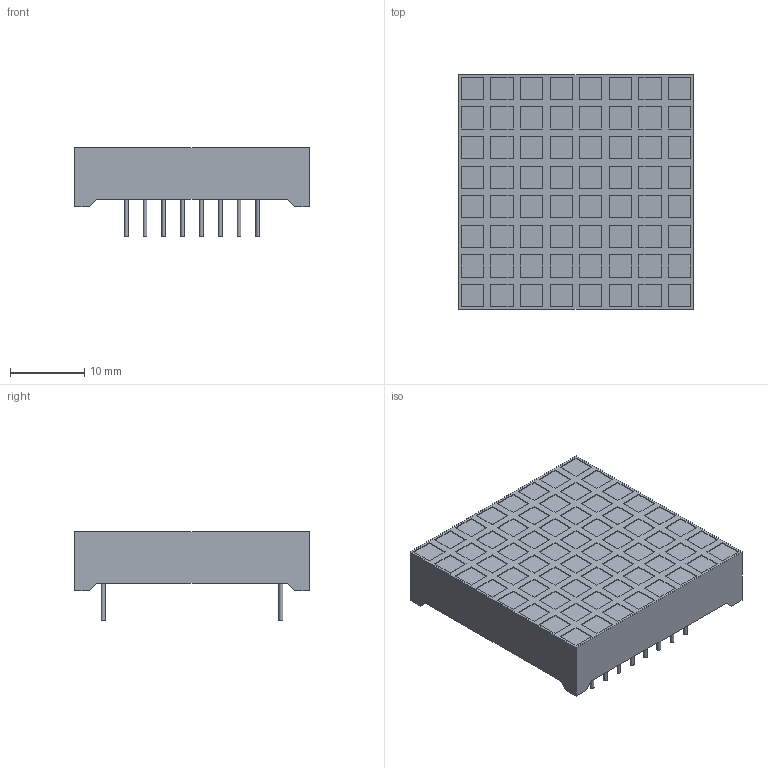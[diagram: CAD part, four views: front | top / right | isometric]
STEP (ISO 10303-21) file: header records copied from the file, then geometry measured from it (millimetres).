
FILE_DESCRIPTION(/* description */ (''),/* implementation_level */ '2;1');
FILE_NAME(/* name */ 'Dot-Matrix-8x8-31.7 v2.step',/* time_stamp */ '2024-09-11T14:03:50+02:00',/* author */ (''),/* organization */ (''),/* preprocessor_version */ 'ST-DEVELOPER v20',/* originating_system */ 'Autodesk Translation Framework v13.14.0.145',/* authorisation */ '');
FILE_SCHEMA (('AUTOMOTIVE_DESIGN { 1 0 10303 214 3 1 1 }'));
Length unit declared in the file: millimetre
Products named in the file (1): Dot-Matrix-8x8-31.7
Bounding box: 31.7 x 31.7 x 12 mm (x, y, z)
Volume: 7009 mm3; surface area: 3137.7 mm2
Topology: 1 solids, 1 shells, 378 faces, 888 edges, 592 vertices
Faces by surface type: plane 362, cylinder 16
Full cylindrical faces by diameter (mm): 0.51 x16
Entity records: 10767 total; most frequent: CARTESIAN_POINT 1859, ORIENTED_EDGE 1776, DIRECTION 1678, EDGE_CURVE 888, LINE 856, VECTOR 856, VERTEX_POINT 592, EDGE_LOOP 458
